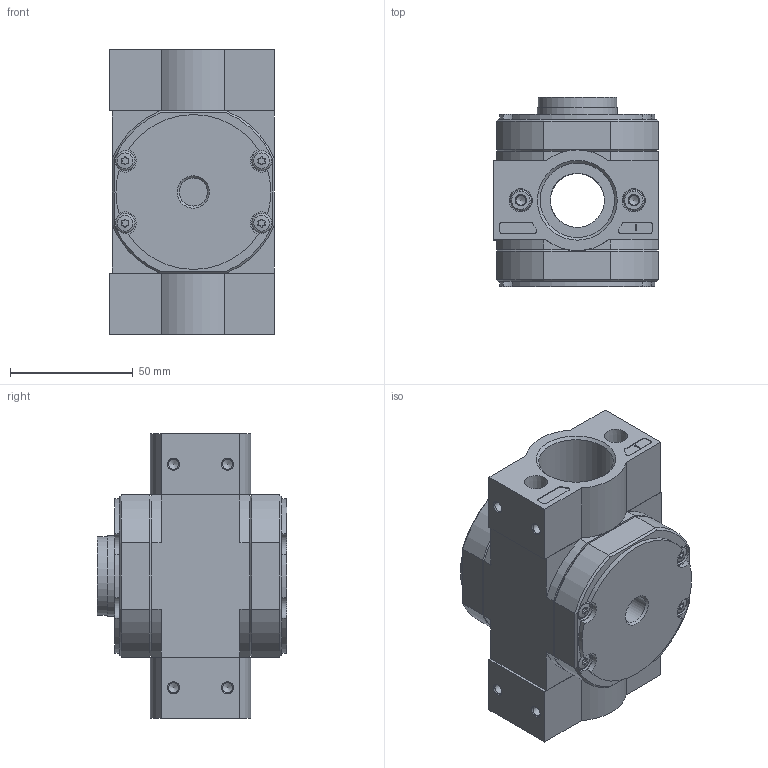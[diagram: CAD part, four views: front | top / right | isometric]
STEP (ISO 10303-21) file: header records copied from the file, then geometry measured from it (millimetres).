
FILE_DESCRIPTION(/* description */ ('STEP AP214'),/* implementation_level */ '2;1');
FILE_NAME(/* name */ '162795_FRM-H-1-D-MAXI',/* time_stamp */ '2024-08-28T18:52:23+02:00',/* author */ ('License CC BY-ND 4.0'),/* organization */ ('CADENAS'),/* preprocessor_version */ 'ST-DEVELOPER v19.3',/* originating_system */ 'PARTsolutions',/* authorisation */ ' ');
FILE_SCHEMA (('AUTOMOTIVE_DESIGN {1 0 10303 214 3 1 1}'));
Length unit declared in the file: millimetre
Products named in the file (8): 162795 FRM-H-1-D-MAXI; 360718 FRM-H-...-MAXI; 373059 LF-D-MAXI; 380315 PBL-1-D-MAXI-R---(0) p1; DIN-912 - M5x20(F); 380313 PBL-1-D-MAXI-L---(1) p1; DIN-908 G3/4A; 531775 OK-3/4
Assembly tree (11 placements, depth 2):
  162795 FRM-H-1-D-MAXI
    360718 FRM-H-...-MAXI
    373059 LF-D-MAXI  x2
    380315 PBL-1-D-MAXI-R---(0) p1
    DIN-912 - M5x20(F)  x4
    380313 PBL-1-D-MAXI-L---(1) p1
    DIN-908 G3/4A
    531775 OK-3/4
Bounding box: 67.1 x 76.95 x 116 mm (x, y, z)
Volume: 307958.2 mm3; surface area: 74567.3 mm2
Topology: 11 solids, 11 shells, 555 faces, 1272 edges, 792 vertices
Faces by surface type: cylinder 215, plane 205, cone 117, torus 10, sphere 8
Full cylindrical faces by diameter (mm): 4.134 x8, 5 x4, 7 x4, 7.3 x2, 8 x8, 8.2 x8, 8.5 x4, 11.445 x1, 14.7 x1, 22 x5, 24.117 x1, 25.5 x1, 26.441 x1, 26.7 x1, 30 x3, 30.291 x2, 32 x1, 32.6 x1, 36.8 x1, 37 x1
Entity records: 12917 total; most frequent: CARTESIAN_POINT 2610, DIRECTION 2148, ORIENTED_EDGE 1892, EDGE_CURVE 946, AXIS2_PLACEMENT_3D 878, VERTEX_POINT 674, FACE_BOUND 648, EDGE_LOOP 640
